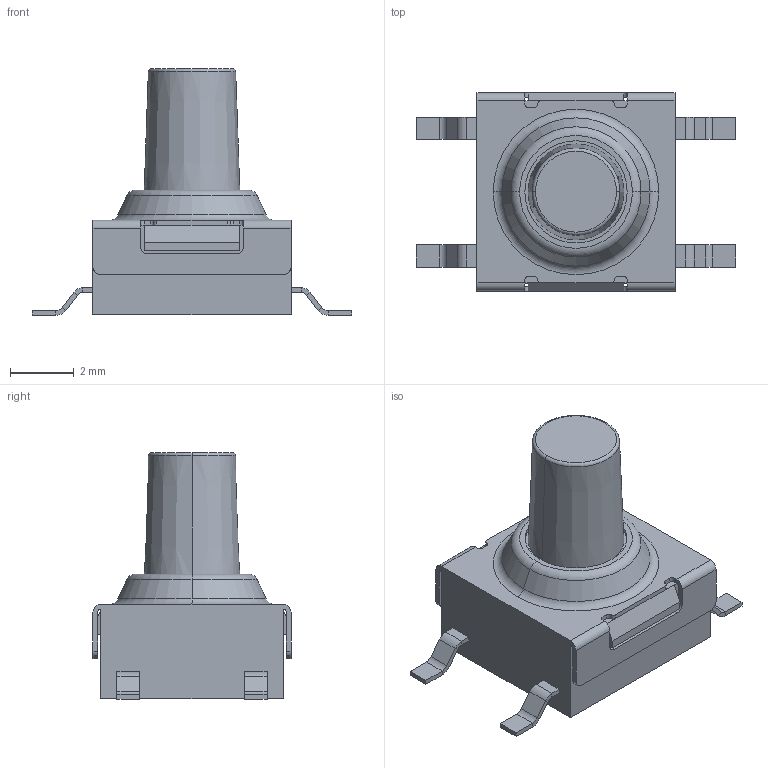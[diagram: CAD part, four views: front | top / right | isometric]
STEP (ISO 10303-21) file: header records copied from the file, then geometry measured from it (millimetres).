
FILE_DESCRIPTION(('FreeCAD Model'),'2;1');
FILE_NAME('Open CASCADE Shape Model','2024-06-19T10:57:42',('Author'),( ''),'Open CASCADE STEP processor 7.5','FreeCAD','Unknown');
FILE_SCHEMA(('AUTOMOTIVE_DESIGN { 1 0 10303 214 1 1 1 1 }'));
Length unit declared in the file: millimetre
Products named in the file (4): PCBModel; NeGO-SW1; KEY-SMD_4P-L6.2-W6.2-P4.00-LS10.0; SOLID
Assembly tree (3 placements, depth 4):
  PCBModel
    NeGO-SW1
      KEY-SMD_4P-L6.2-W6.2-P4.00-LS10.0
        SOLID
Bounding box: 10 x 6.2 x 7.72 mm (x, y, z)
Volume: 146.7 mm3; surface area: 232.6 mm2
Topology: 1 solids, 1 shells, 456 faces, 1193 edges, 768 vertices
Faces by surface type: plane 284, bspline 112, cylinder 50, torus 6, cone 4
Entity records: 32800 total; most frequent: CARTESIAN_POINT 8509, DIRECTION 3651, LINE 2667, VECTOR 2667, ORIENTED_EDGE 2386, PCURVE 2386, DEFINITIONAL_REPRESENTATION 2386, EDGE_CURVE 1193
